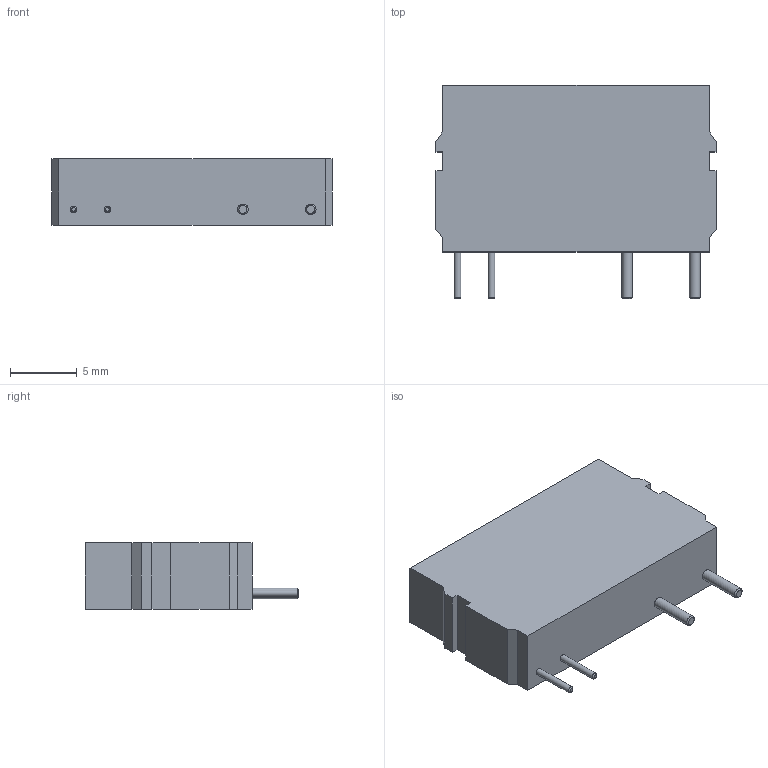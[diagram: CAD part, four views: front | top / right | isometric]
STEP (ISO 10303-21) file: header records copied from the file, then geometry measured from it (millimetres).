
FILE_DESCRIPTION(/* description */ (''),/* implementation_level */ '2;1');
FILE_NAME(/* name */ 'relay.step',/* time_stamp */ '2020-10-04T10:49:37-05:00',/* author */ (''),/* organization */ (''),/* preprocessor_version */ 'ST-DEVELOPER v18.1',/* originating_system */ 'Autodesk Translation Framework v9.3.0.1241',/* authorisation */ '');
FILE_SCHEMA (('AUTOMOTIVE_DESIGN { 1 0 10303 214 3 1 1 }'));
Length unit declared in the file: millimetre
Products named in the file (1): (Unsaved)
Bounding box: 21 x 16 x 5 mm (x, y, z)
Volume: 1284.1 mm3; surface area: 881 mm2
Topology: 5 solids, 5 shells, 38 faces, 80 edges, 52 vertices
Faces by surface type: plane 30, cone 4, cylinder 4
Full cylindrical faces by diameter (mm): 0.5 x2, 0.8 x2
Entity records: 1047 total; most frequent: CARTESIAN_POINT 171, DIRECTION 170, ORIENTED_EDGE 160, EDGE_CURVE 80, LINE 68, VECTOR 68, VERTEX_POINT 52, AXIS2_PLACEMENT_3D 51
